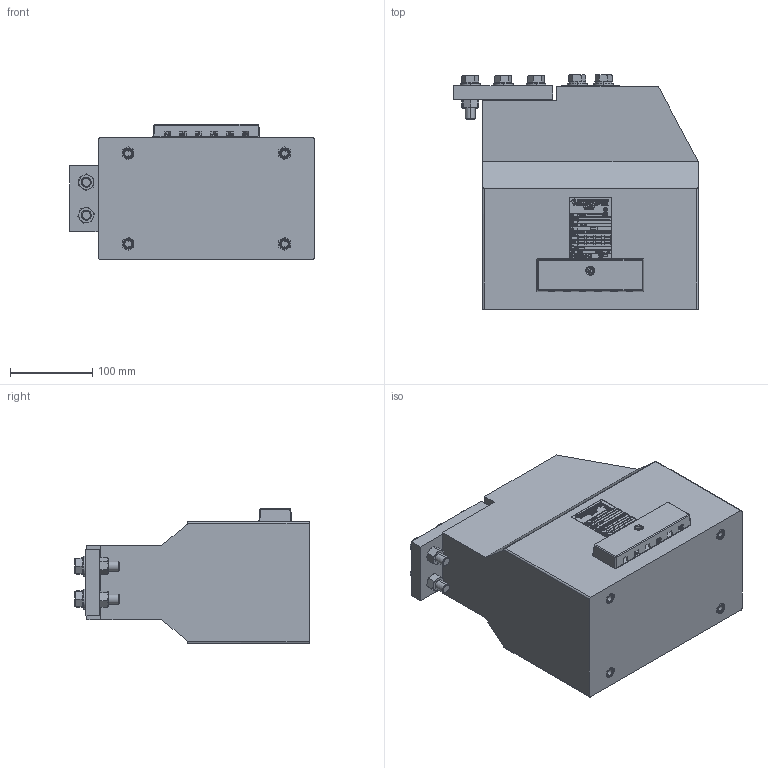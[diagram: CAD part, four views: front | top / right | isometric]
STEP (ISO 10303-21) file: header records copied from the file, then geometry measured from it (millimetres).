
FILE_DESCRIPTION (( 'STEP AP214' ), '1' );
FILE_NAME ('ﾒﾋﾊ-ﾑﾒ-10-ﾒﾂﾋﾌ(1) (2000ﾀ).STEP', '2023-05-31T09:51:29', ( '' ), ( '' ), 'SwSTEP 2.0', 'SolidWorks 2014', '' );
FILE_SCHEMA (( 'AUTOMOTIVE_DESIGN' ));
Length unit declared in the file: millimetre
Products named in the file (101): ÂÅÈÓ.758472.007-02  Ãàéêà; curved spring lock washer_din; hex screw gradec_iso_ISO 4018 - M12 x 45-NN; hex screw gradec_iso; ÂÅÈÓ.758472.005 Ãàéêà ñïåöèàëüíàÿ Ì10; Êîðïóñ ÒÂËÌ_2000€; ÂÅÈÓ.745211.003 Íàêîíå÷íèê_-01 (2000€); plain washer hardened grade a_din; ÂÅÈÓ.754312.182À Òàáëè÷êà òåõíè÷åñêèõ äàííûõ ÒËÊ-ÑÒ_; hex nut style 1 gradeab_iso_Hexagon Nut ISO - 4032 - M12 - D - N; hex screw gradec_iso_ISO 4018 - M12 x 30-NN; ÂÅÈÓ.757465.007À-01  Íàêîíå÷íèê; 屡扔.687323.004 袜觐礤黜桕; plain washer hardened grade a_din_Washer DIN 125 - A 13 - 300HV; 屡扔.758472.014; curved spring lock washer_din_Spring washer DIN 128 - A12; slotted pan head screw_din_ISO 1580 - M4 x 16 --- 16N; plain washer hardened grade a_din_Washer DIN 125 - A 4.3 - 300HV; slotted pan head screw_din; hex screw gradec_iso_ISO 4018 - M5 x 10-NN; 屡扔.745211.003 袜觐礤黜桕; hex nut style 1 gradeab_iso; plain washer hardened grade a_din_Washer DIN 125 - A 5.3 - 300HV; curved spring lock washer_din_Spring washer DIN 128 - A5; 屡扔.735314.004 署赅; 扻豵鵨 畟佮; ÂÅÈÓ.687323.004 Íàêîíå÷íèê_-01 (2000€); ﾒﾋﾊ-ﾑﾒ-10-ﾒﾂﾋﾌ(1) (2000ﾀ); ÂÅÈÓ.754312.182À Òàáëè÷êà òåõíè÷åñêèõ äàííûõ ÒËÊ-ÑÒ__-00
Assembly tree (81 placements, depth 2):
  curved spring lock washer_din
  hex screw gradec_iso
  ÂÅÈÓ.758472.005 Ãàéêà ñïåöèàëüíàÿ Ì10
  curved spring lock washer_din
  curved spring lock washer_din
Bounding box: 297.03 x 284.55 x 164 mm (x, y, z)
Volume: 9009041.6 mm3; surface area: 453410.8 mm2
Topology: 81 solids, 81 shells, 4478 faces, 11315 edges, 7329 vertices
Faces by surface type: plane 2475, bspline 1006, cone 460, cylinder 455, torus 74, sphere 8
Entity records: 191350 total; most frequent: CARTESIAN_POINT 79096, ORIENTED_EDGE 18634, DIRECTION 13043, EDGE_CURVE 9317, VECTOR 6585, LINE 6585, VERTEX_POINT 6154, EDGE_LOOP 3947
